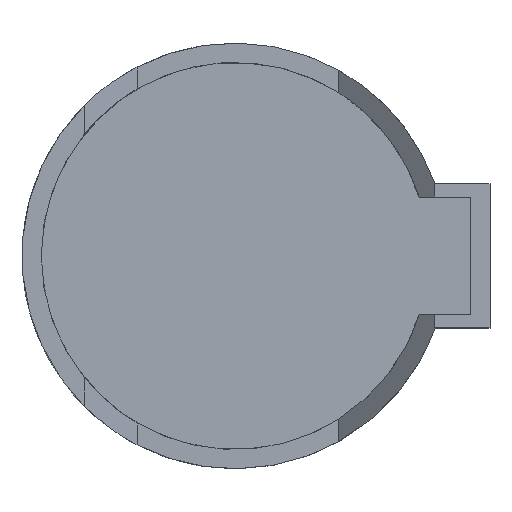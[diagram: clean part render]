
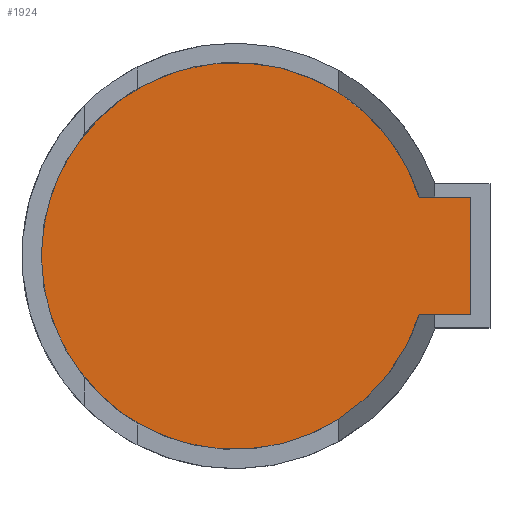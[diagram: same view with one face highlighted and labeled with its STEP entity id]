
A CAD part, top view. The second image highlights one B-rep face of the part: STEP entity #1924.
In plain terms, the highlighted planar face has unit normal (0, 0, 1).
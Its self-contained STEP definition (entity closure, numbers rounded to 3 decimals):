
#720 = CYLINDRICAL_SURFACE('',#721,10.05);
#721 = AXIS2_PLACEMENT_3D('',#722,#723,#724);
#722 = CARTESIAN_POINT('',(0.,0.,8.7));
#723 = DIRECTION('',(0.,0.,1.));
#724 = DIRECTION('',(1.,0.,0.));
#794 = PLANE('',#795);
#795 = AXIS2_PLACEMENT_3D('',#796,#797,#798);
#796 = CARTESIAN_POINT('',(12.25,-3.05,8.7));
#797 = DIRECTION('',(0.,1.,0.));
#798 = DIRECTION('',(-1.,0.,0.));
#1111 = PLANE('',#1112);
#1112 = AXIS2_PLACEMENT_3D('',#1113,#1114,#1115);
#1113 = CARTESIAN_POINT('',(9.576,3.05,8.7));
#1114 = DIRECTION('',(0.,-1.,0.));
#1115 = DIRECTION('',(1.,0.,0.));
#1665 = PLANE('',#1666);
#1666 = AXIS2_PLACEMENT_3D('',#1667,#1668,#1669);
#1667 = CARTESIAN_POINT('',(12.25,3.05,8.7));
#1668 = DIRECTION('',(-1.,0.,0.));
#1669 = DIRECTION('',(0.,-1.,0.));
#1706 = VERTEX_POINT('',#1707);
#1707 = CARTESIAN_POINT('',(9.576,3.05,1.7));
#1728 = EDGE_CURVE('',#1706,#1729,#1731,.T.);
#1729 = VERTEX_POINT('',#1730);
#1730 = CARTESIAN_POINT('',(9.576,-3.05,1.7));
#1731 = SURFACE_CURVE('',#1732,(#1737,#1744),.PCURVE_S1.);
#1732 = CIRCLE('',#1733,10.05);
#1733 = AXIS2_PLACEMENT_3D('',#1734,#1735,#1736);
#1734 = CARTESIAN_POINT('',(0.,0.,1.7));
#1735 = DIRECTION('',(0.,0.,1.));
#1736 = DIRECTION('',(1.,0.,0.));
#1737 = PCURVE('',#720,#1738);
#1738 = DEFINITIONAL_REPRESENTATION('',(#1739),#1743);
#1739 = LINE('',#1740,#1741);
#1740 = CARTESIAN_POINT('',(0.,-7.));
#1741 = VECTOR('',#1742,1.);
#1742 = DIRECTION('',(1.,0.));
#1743 = ( GEOMETRIC_REPRESENTATION_CONTEXT(2) 
PARAMETRIC_REPRESENTATION_CONTEXT() REPRESENTATION_CONTEXT('2D SPACE',''
  ) );
#1744 = PCURVE('',#1745,#1750);
#1745 = PLANE('',#1746);
#1746 = AXIS2_PLACEMENT_3D('',#1747,#1748,#1749);
#1747 = CARTESIAN_POINT('',(1.611,0.,1.7));
#1748 = DIRECTION('',(0.,0.,1.));
#1749 = DIRECTION('',(1.,0.,0.));
#1750 = DEFINITIONAL_REPRESENTATION('',(#1751),#1755);
#1751 = CIRCLE('',#1752,10.05);
#1752 = AXIS2_PLACEMENT_2D('',#1753,#1754);
#1753 = CARTESIAN_POINT('',(-1.611,0.));
#1754 = DIRECTION('',(1.,0.));
#1755 = ( GEOMETRIC_REPRESENTATION_CONTEXT(2) 
PARAMETRIC_REPRESENTATION_CONTEXT() REPRESENTATION_CONTEXT('2D SPACE',''
  ) );
#1789 = VERTEX_POINT('',#1790);
#1790 = CARTESIAN_POINT('',(12.25,-3.05,1.7));
#1811 = EDGE_CURVE('',#1789,#1729,#1812,.T.);
#1812 = SURFACE_CURVE('',#1813,(#1817,#1824),.PCURVE_S1.);
#1813 = LINE('',#1814,#1815);
#1814 = CARTESIAN_POINT('',(12.25,-3.05,1.7));
#1815 = VECTOR('',#1816,1.);
#1816 = DIRECTION('',(-1.,0.,0.));
#1817 = PCURVE('',#794,#1818);
#1818 = DEFINITIONAL_REPRESENTATION('',(#1819),#1823);
#1819 = LINE('',#1820,#1821);
#1820 = CARTESIAN_POINT('',(0.,-7.));
#1821 = VECTOR('',#1822,1.);
#1822 = DIRECTION('',(1.,0.));
#1823 = ( GEOMETRIC_REPRESENTATION_CONTEXT(2) 
PARAMETRIC_REPRESENTATION_CONTEXT() REPRESENTATION_CONTEXT('2D SPACE',''
  ) );
#1824 = PCURVE('',#1745,#1825);
#1825 = DEFINITIONAL_REPRESENTATION('',(#1826),#1830);
#1826 = LINE('',#1827,#1828);
#1827 = CARTESIAN_POINT('',(10.639,-3.05));
#1828 = VECTOR('',#1829,1.);
#1829 = DIRECTION('',(-1.,0.));
#1830 = ( GEOMETRIC_REPRESENTATION_CONTEXT(2) 
PARAMETRIC_REPRESENTATION_CONTEXT() REPRESENTATION_CONTEXT('2D SPACE',''
  ) );
#1839 = EDGE_CURVE('',#1706,#1840,#1842,.T.);
#1840 = VERTEX_POINT('',#1841);
#1841 = CARTESIAN_POINT('',(12.25,3.05,1.7));
#1842 = SURFACE_CURVE('',#1843,(#1847,#1854),.PCURVE_S1.);
#1843 = LINE('',#1844,#1845);
#1844 = CARTESIAN_POINT('',(9.576,3.05,1.7));
#1845 = VECTOR('',#1846,1.);
#1846 = DIRECTION('',(1.,0.,0.));
#1847 = PCURVE('',#1111,#1848);
#1848 = DEFINITIONAL_REPRESENTATION('',(#1849),#1853);
#1849 = LINE('',#1850,#1851);
#1850 = CARTESIAN_POINT('',(0.,-7.));
#1851 = VECTOR('',#1852,1.);
#1852 = DIRECTION('',(1.,0.));
#1853 = ( GEOMETRIC_REPRESENTATION_CONTEXT(2) 
PARAMETRIC_REPRESENTATION_CONTEXT() REPRESENTATION_CONTEXT('2D SPACE',''
  ) );
#1854 = PCURVE('',#1745,#1855);
#1855 = DEFINITIONAL_REPRESENTATION('',(#1856),#1860);
#1856 = LINE('',#1857,#1858);
#1857 = CARTESIAN_POINT('',(7.965,3.05));
#1858 = VECTOR('',#1859,1.);
#1859 = DIRECTION('',(1.,0.));
#1860 = ( GEOMETRIC_REPRESENTATION_CONTEXT(2) 
PARAMETRIC_REPRESENTATION_CONTEXT() REPRESENTATION_CONTEXT('2D SPACE',''
  ) );
#1902 = EDGE_CURVE('',#1840,#1789,#1903,.T.);
#1903 = SURFACE_CURVE('',#1904,(#1908,#1915),.PCURVE_S1.);
#1904 = LINE('',#1905,#1906);
#1905 = CARTESIAN_POINT('',(12.25,3.05,1.7));
#1906 = VECTOR('',#1907,1.);
#1907 = DIRECTION('',(0.,-1.,0.));
#1908 = PCURVE('',#1665,#1909);
#1909 = DEFINITIONAL_REPRESENTATION('',(#1910),#1914);
#1910 = LINE('',#1911,#1912);
#1911 = CARTESIAN_POINT('',(0.,-7.));
#1912 = VECTOR('',#1913,1.);
#1913 = DIRECTION('',(1.,0.));
#1914 = ( GEOMETRIC_REPRESENTATION_CONTEXT(2) 
PARAMETRIC_REPRESENTATION_CONTEXT() REPRESENTATION_CONTEXT('2D SPACE',''
  ) );
#1915 = PCURVE('',#1745,#1916);
#1916 = DEFINITIONAL_REPRESENTATION('',(#1917),#1921);
#1917 = LINE('',#1918,#1919);
#1918 = CARTESIAN_POINT('',(10.639,3.05));
#1919 = VECTOR('',#1920,1.);
#1920 = DIRECTION('',(0.,-1.));
#1921 = ( GEOMETRIC_REPRESENTATION_CONTEXT(2) 
PARAMETRIC_REPRESENTATION_CONTEXT() REPRESENTATION_CONTEXT('2D SPACE',''
  ) );
#1924 = ADVANCED_FACE('',(#1925),#1745,.T.);
#1925 = FACE_BOUND('',#1926,.T.);
#1926 = EDGE_LOOP('',(#1927,#1928,#1929,#1930));
#1927 = ORIENTED_EDGE('',*,*,#1728,.T.);
#1928 = ORIENTED_EDGE('',*,*,#1811,.F.);
#1929 = ORIENTED_EDGE('',*,*,#1902,.F.);
#1930 = ORIENTED_EDGE('',*,*,#1839,.F.);
